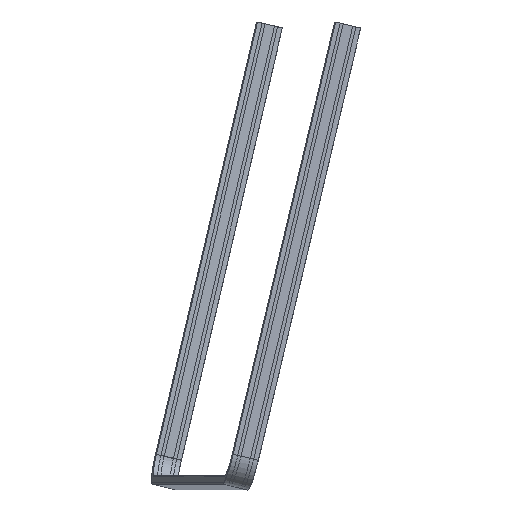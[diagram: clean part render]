
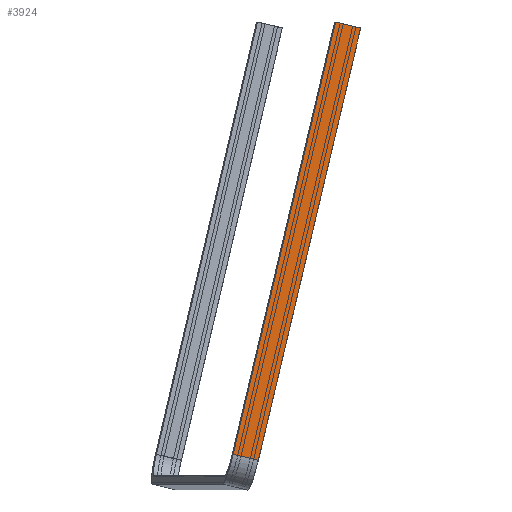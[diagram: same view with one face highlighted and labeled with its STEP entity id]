
A CAD part, front view. The second image highlights one B-rep face of the part: STEP entity #3924.
In plain terms, the highlighted planar face has unit normal (0.058, -0.998, 0).
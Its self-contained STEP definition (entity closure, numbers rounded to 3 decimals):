
#3043 = PLANE('',#3044);
#3044 = AXIS2_PLACEMENT_3D('',#3045,#3046,#3047);
#3045 = CARTESIAN_POINT('',(8988.432,1046.156,
    5162.949));
#3046 = DIRECTION('',(-0.967,-0.113,0.23));
#3047 = DIRECTION('',(-0.232,0.,-0.973));
#3097 = PLANE('',#3098);
#3098 = AXIS2_PLACEMENT_3D('',#3099,#3100,#3101);
#3099 = CARTESIAN_POINT('',(9027.479,1050.72,
    5153.641));
#3100 = DIRECTION('',(-0.967,-0.113,0.23));
#3101 = DIRECTION('',(-0.232,0.,-0.973));
#3214 = VERTEX_POINT('',#3215);
#3215 = CARTESIAN_POINT('',(9056.563,530.683,
    5196.01));
#3230 = CYLINDRICAL_SURFACE('',#3231,48.);
#3231 = AXIS2_PLACEMENT_3D('',#3232,#3233,#3234);
#3232 = CARTESIAN_POINT('',(9564.665,608.358,
    5075.051));
#3233 = DIRECTION('',(-0.972,-0.057,0.23)
  );
#3234 = DIRECTION('',(-0.229,-0.027,
    -0.973));
#3248 = EDGE_CURVE('',#3249,#3214,#3251,.T.);
#3249 = VERTEX_POINT('',#3250);
#3250 = CARTESIAN_POINT('',(9215.681,539.951,
    5868.074));
#3251 = SURFACE_CURVE('',#3252,(#3256,#3262),.PCURVE_S1.);
#3252 = LINE('',#3253,#3254);
#3253 = CARTESIAN_POINT('',(8228.355,482.446,
    1697.936));
#3254 = VECTOR('',#3255,1.);
#3255 = DIRECTION('',(-0.23,-0.013,
    -0.973));
#3256 = PCURVE('',#3043,#3257);
#3257 = DEFINITIONAL_REPRESENTATION('',(#3258),#3261);
#3258 = B_SPLINE_CURVE_WITH_KNOTS('',1,(#3259,#3260),.UNSPECIFIED.,.F.,
  .F.,(2,2),(-4362.677,-3440.919),
  .PIECEWISE_BEZIER_KNOTS.);
#3259 = CARTESIAN_POINT('',(-815.461,508.429));
#3260 = CARTESIAN_POINT('',(106.213,520.876));
#3261 = ( GEOMETRIC_REPRESENTATION_CONTEXT(2) 
PARAMETRIC_REPRESENTATION_CONTEXT() REPRESENTATION_CONTEXT('2D SPACE',''
  ) );
#3262 = PCURVE('',#3263,#3268);
#3263 = PLANE('',#3264);
#3264 = AXIS2_PLACEMENT_3D('',#3265,#3266,#3267);
#3265 = CARTESIAN_POINT('',(-0.186,3.188,0.));
#3266 = DIRECTION('',(0.058,-0.998,0.));
#3267 = DIRECTION('',(0.,0.,-1.));
#3268 = DEFINITIONAL_REPRESENTATION('',(#3269),#3272);
#3269 = B_SPLINE_CURVE_WITH_KNOTS('',1,(#3270,#3271),.UNSPECIFIED.,.F.,
  .F.,(2,2),(-4362.677,-3440.919),
  .PIECEWISE_BEZIER_KNOTS.);
#3270 = CARTESIAN_POINT('',(-5942.866,9249.223));
#3271 = CARTESIAN_POINT('',(-5045.986,9036.517));
#3272 = ( GEOMETRIC_REPRESENTATION_CONTEXT(2) 
PARAMETRIC_REPRESENTATION_CONTEXT() REPRESENTATION_CONTEXT('2D SPACE',''
  ) );
#3289 = PLANE('',#3290);
#3290 = AXIS2_PLACEMENT_3D('',#3291,#3292,#3293);
#3291 = CARTESIAN_POINT('',(1792.573,209.521,
    7622.775));
#3292 = DIRECTION('',(0.229,0.027,0.973)
  );
#3293 = DIRECTION('',(0.973,0.,-0.229)
  );
#3548 = VERTEX_POINT('',#3549);
#3549 = CARTESIAN_POINT('',(9095.876,532.973,
    5186.703));
#3577 = EDGE_CURVE('',#3578,#3548,#3580,.T.);
#3578 = VERTEX_POINT('',#3579);
#3579 = CARTESIAN_POINT('',(9254.994,542.24,
    5858.766));
#3580 = SURFACE_CURVE('',#3581,(#3585,#3591),.PCURVE_S1.);
#3581 = LINE('',#3582,#3583);
#3582 = CARTESIAN_POINT('',(8267.661,484.735,
    1688.598));
#3583 = VECTOR('',#3584,1.);
#3584 = DIRECTION('',(-0.23,-0.013,
    -0.973));
#3585 = PCURVE('',#3097,#3586);
#3586 = DEFINITIONAL_REPRESENTATION('',(#3587),#3590);
#3587 = B_SPLINE_CURVE_WITH_KNOTS('',1,(#3588,#3589),.UNSPECIFIED.,.F.,
  .F.,(2,2),(-4362.72,-3440.814),
  .PIECEWISE_BEZIER_KNOTS.);
#3588 = CARTESIAN_POINT('',(-815.535,510.717));
#3589 = CARTESIAN_POINT('',(106.287,523.167));
#3590 = ( GEOMETRIC_REPRESENTATION_CONTEXT(2) 
PARAMETRIC_REPRESENTATION_CONTEXT() REPRESENTATION_CONTEXT('2D SPACE',''
  ) );
#3591 = PCURVE('',#3263,#3592);
#3592 = DEFINITIONAL_REPRESENTATION('',(#3593),#3596);
#3593 = B_SPLINE_CURVE_WITH_KNOTS('',1,(#3594,#3595),.UNSPECIFIED.,.F.,
  .F.,(2,2),(-4362.72,-3440.814),
  .PIECEWISE_BEZIER_KNOTS.);
#3594 = CARTESIAN_POINT('',(-5933.57,9288.606));
#3595 = CARTESIAN_POINT('',(-5036.546,9075.865));
#3596 = ( GEOMETRIC_REPRESENTATION_CONTEXT(2) 
PARAMETRIC_REPRESENTATION_CONTEXT() REPRESENTATION_CONTEXT('2D SPACE',''
  ) );
#3904 = EDGE_CURVE('',#3578,#3249,#3905,.T.);
#3905 = SURFACE_CURVE('',#3906,(#3910,#3916),.PCURVE_S1.);
#3906 = LINE('',#3907,#3908);
#3907 = CARTESIAN_POINT('',(1798.802,107.967,
    7624.102));
#3908 = VECTOR('',#3909,1.);
#3909 = DIRECTION('',(-0.972,-0.057,0.23)
  );
#3910 = PCURVE('',#3289,#3911);
#3911 = DEFINITIONAL_REPRESENTATION('',(#3912),#3915);
#3912 = B_SPLINE_CURVE_WITH_KNOTS('',1,(#3913,#3914),.UNSPECIFIED.,.F.,
  .F.,(2,2),(-12019265.933,12019277.471),
  .PIECEWISE_BEZIER_KNOTS.);
#3913 = CARTESIAN_POINT('',(12000000.,680259.935));
#3914 = CARTESIAN_POINT('',(-12000000.,-680463.77));
#3915 = ( GEOMETRIC_REPRESENTATION_CONTEXT(2) 
PARAMETRIC_REPRESENTATION_CONTEXT() REPRESENTATION_CONTEXT('2D SPACE',''
  ) );
#3916 = PCURVE('',#3263,#3917);
#3917 = DEFINITIONAL_REPRESENTATION('',(#3918),#3921);
#3918 = B_SPLINE_CURVE_WITH_KNOTS('',1,(#3919,#3920),.UNSPECIFIED.,.F.,
  .F.,(2,2),(-12019265.933,12019277.471),
  .PIECEWISE_BEZIER_KNOTS.);
#3919 = CARTESIAN_POINT('',(2757078.336,11698774.893));
#3920 = CARTESIAN_POINT('',(-2772329.194,-11695182.048));
#3921 = ( GEOMETRIC_REPRESENTATION_CONTEXT(2) 
PARAMETRIC_REPRESENTATION_CONTEXT() REPRESENTATION_CONTEXT('2D SPACE',''
  ) );
#3924 = ADVANCED_FACE('',(#3925),#3263,.T.);
#3925 = FACE_BOUND('',#3926,.T.);
#3926 = EDGE_LOOP('',(#3927,#3948,#3949,#3950));
#3927 = ORIENTED_EDGE('',*,*,#3928,.F.);
#3928 = EDGE_CURVE('',#3548,#3214,#3929,.T.);
#3929 = SURFACE_CURVE('',#3930,(#3934,#3941),.PCURVE_S1.);
#3930 = LINE('',#3931,#3932);
#3931 = CARTESIAN_POINT('',(9567.456,560.439,
    5075.051));
#3932 = VECTOR('',#3933,1.);
#3933 = DIRECTION('',(-0.972,-0.057,0.23)
  );
#3934 = PCURVE('',#3263,#3935);
#3935 = DEFINITIONAL_REPRESENTATION('',(#3936),#3940);
#3936 = LINE('',#3937,#3938);
#3937 = CARTESIAN_POINT('',(-5075.051,9583.856));
#3938 = VECTOR('',#3939,1.);
#3939 = DIRECTION('',(-0.23,-0.973));
#3940 = ( GEOMETRIC_REPRESENTATION_CONTEXT(2) 
PARAMETRIC_REPRESENTATION_CONTEXT() REPRESENTATION_CONTEXT('2D SPACE',''
  ) );
#3941 = PCURVE('',#3230,#3942);
#3942 = DEFINITIONAL_REPRESENTATION('',(#3943),#3947);
#3943 = LINE('',#3944,#3945);
#3944 = CARTESIAN_POINT('',(1.557,0.));
#3945 = VECTOR('',#3946,1.);
#3946 = DIRECTION('',(0.,1.));
#3947 = ( GEOMETRIC_REPRESENTATION_CONTEXT(2) 
PARAMETRIC_REPRESENTATION_CONTEXT() REPRESENTATION_CONTEXT('2D SPACE',''
  ) );
#3948 = ORIENTED_EDGE('',*,*,#3577,.F.);
#3949 = ORIENTED_EDGE('',*,*,#3904,.T.);
#3950 = ORIENTED_EDGE('',*,*,#3248,.T.);
